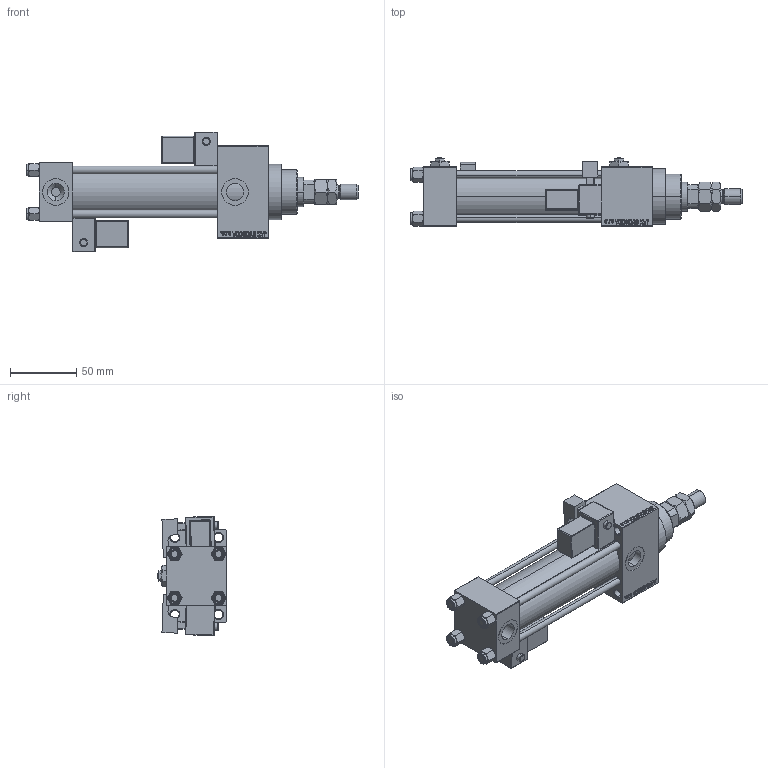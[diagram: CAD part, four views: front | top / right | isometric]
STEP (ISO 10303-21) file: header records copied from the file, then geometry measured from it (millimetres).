
FILE_DESCRIPTION (( 'STEP AP203' ), '1' );
FILE_NAME ('7580.STEP', '2022-04-15T02:18:38', ( '' ), ( '' ), 'SwSTEP 2.0', 'SolidWorks 2019', '' );
FILE_SCHEMA (( 'CONFIG_CONTROL_DESIGN' ));
Length unit declared in the file: millimetre
Products named in the file (9): 7580; V215_VC_A 505e23e0c5dfec4b1a4ab42ee9023e23; NUT_M5_D 505e23e0c5dfec4b1a4ab42ee9023e23; V215CR_D_Body 505e23e0c5dfec4b1a4ab42ee9023e23; Zatka_pro_OIL_PORT 505e23e0c5dfec4b1a4ab42ee9023e23; V215CR_VCP_D 505e23e0c5dfec4b1a4ab42ee9023e23; V215CR_MSU 505e23e0c5dfec4b1a4ab42ee9023e23; MTA 505e23e0c5dfec4b1a4ab42ee9023e23; V215CR_D_TYCINKA 505e23e0c5dfec4b1a4ab42ee9023e23
Assembly tree (16 placements, depth 2):
  7580
    V215CR_D_Body 505e23e0c5dfec4b1a4ab42ee9023e23
    V215CR_VCP_D 505e23e0c5dfec4b1a4ab42ee9023e23
    NUT_M5_D 505e23e0c5dfec4b1a4ab42ee9023e23  x4
    V215CR_D_TYCINKA 505e23e0c5dfec4b1a4ab42ee9023e23  x4
    V215_VC_A 505e23e0c5dfec4b1a4ab42ee9023e23
    MTA 505e23e0c5dfec4b1a4ab42ee9023e23
    V215CR_MSU 505e23e0c5dfec4b1a4ab42ee9023e23  x2
    Zatka_pro_OIL_PORT 505e23e0c5dfec4b1a4ab42ee9023e23  x2
Bounding box: 251 x 52 x 90.31 mm (x, y, z)
Volume: 340266 mm3; surface area: 117295.5 mm2
Topology: 16 solids, 16 shells, 1411 faces, 3442 edges, 2165 vertices
Faces by surface type: plane 619, bspline 368, cone 214, cylinder 164, sphere 24, torus 22
Entity records: 52976 total; most frequent: CARTESIAN_POINT 26528, ORIENTED_EDGE 5790, DIRECTION 4023, EDGE_CURVE 2895, VERTEX_POINT 1863, LINE 1675, VECTOR 1675, EDGE_LOOP 1314
